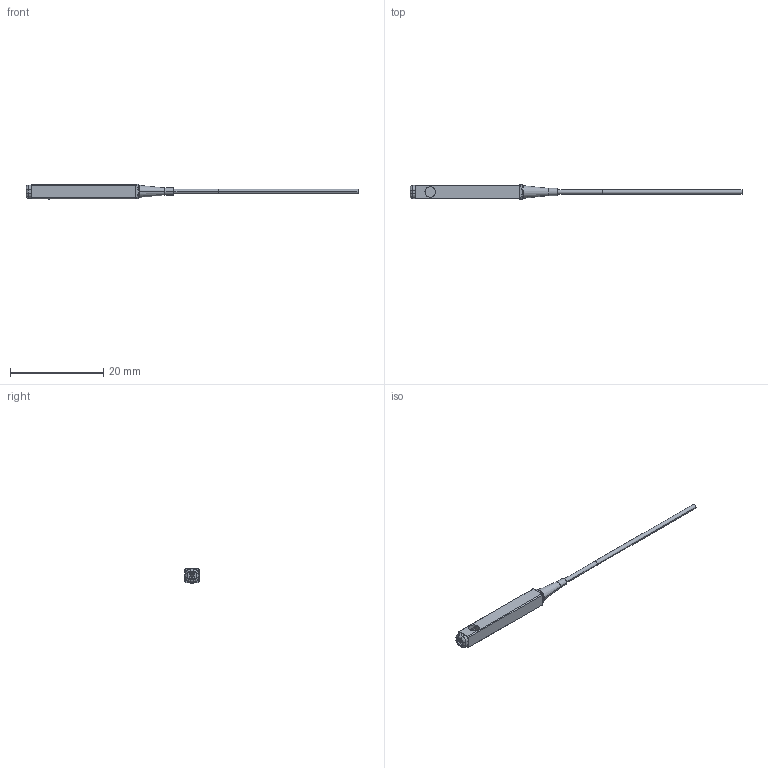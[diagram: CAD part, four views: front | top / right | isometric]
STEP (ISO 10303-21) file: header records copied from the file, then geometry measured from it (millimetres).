
FILE_DESCRIPTION((''),'2;1');
FILE_NAME('193360_ASM','2016-03-02T',('pdmadmin'),(''),'PRO/ENGINEER BY PARAMETRIC TECHNOLOGY CORPORATION, 2013230','PRO/ENGINEER BY PARAMETRIC TECHNOLOGY CORPORATION, 2013230','');
FILE_SCHEMA(('CONFIG_CONTROL_DESIGN'));
Length unit declared in the file: millimetre
Products named in the file (9): 112911; 58146; 113618; 121314_ASM; 112910; 112912; 122818; 72978_ASM; 193360_ASM
Assembly tree (8 placements, depth 4):
  193360_ASM
    72978_ASM
      121314_ASM
        112911
        58146
        113618
      112910
      112912
      122818
Bounding box: 71.38 x 3.05 x 3.23 mm (x, y, z)
Volume: 240.4 mm3; surface area: 1067.5 mm2
Topology: 6 solids, 11 shells, 215 faces, 534 edges, 339 vertices
Faces by surface type: plane 84, cylinder 75, cone 36, bspline 10, torus 8, sphere 2
Entity records: 7502 total; most frequent: CARTESIAN_POINT 2190, DIRECTION 1108, ORIENTED_EDGE 1044, EDGE_CURVE 532, AXIS2_PLACEMENT_3D 429, VERTEX_POINT 339, VECTOR 250, LINE 250
